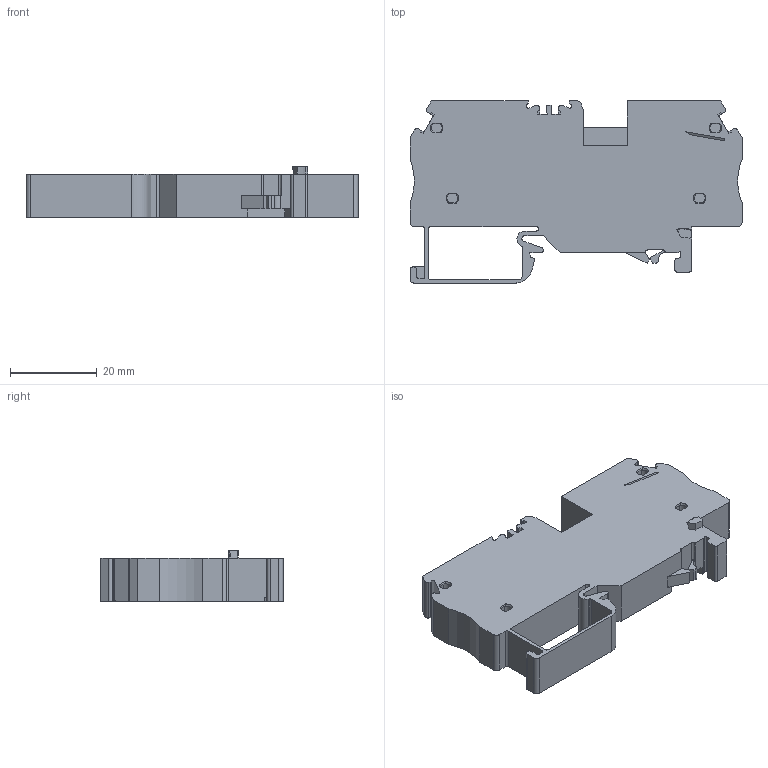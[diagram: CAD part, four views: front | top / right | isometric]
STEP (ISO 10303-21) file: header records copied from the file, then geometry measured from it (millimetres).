
FILE_DESCRIPTION(/* description */ ('Unknown'),/* implementation_level */ '2;1');
FILE_NAME(/* name */ 'dst10h',/* time_stamp */ '2016-10-12T17:43:29+05:00',/* author */ ('Unknown'),/* organization */ ('Unknown'),/* preprocessor_version */ 'ST-DEVELOPER v16',/* originating_system */ 'DEX',/* authorisation */ $);
FILE_SCHEMA (('AUTOMOTIVE_DESIGN {1 0 10303 214 3 1 1}'));
Length unit declared in the file: millimetre
Products named in the file (1): dst10h
Bounding box: 76.5 x 42 x 11.75 mm (x, y, z)
Volume: 21996.6 mm3; surface area: 9142 mm2
Topology: 1 solids, 1 shells, 281 faces, 767 edges, 496 vertices
Faces by surface type: plane 187, cylinder 74, cone 12, torus 5, bspline 3
Full cylindrical faces by diameter (mm): 8.75 x2
Entity records: 9531 total; most frequent: CARTESIAN_POINT 2343, ORIENTED_EDGE 1526, DIRECTION 1464, EDGE_CURVE 763, LINE 516, VECTOR 516, VERTEX_POINT 494, AXIS2_PLACEMENT_3D 474
